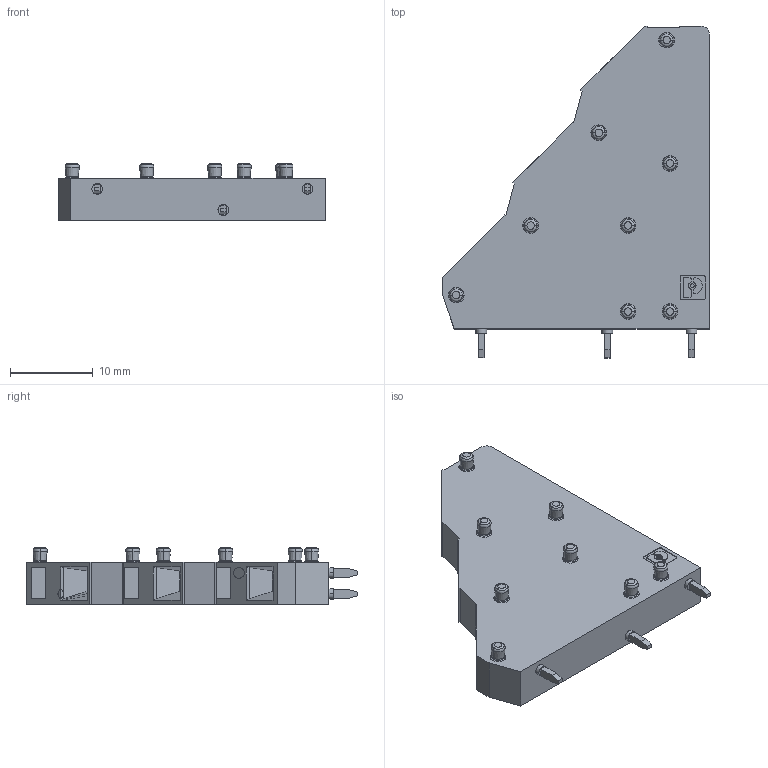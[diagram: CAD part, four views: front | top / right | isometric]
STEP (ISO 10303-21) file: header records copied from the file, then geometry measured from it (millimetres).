
FILE_DESCRIPTION(('SolidDesigner STEP Export'),'1');
FILE_NAME('zfk3ds_1.5-5.08.stp','2000-06-28T16:29:27',(''),(''), 'SolidDesigner STEP processor Version: 7.0(Mar 1999)for AP214(CD)(Solid Model)', 'CoCreate SolidDesigner: 07.50 21-Dec-99(C) CoCreate Software GmbH','');
FILE_SCHEMA(('AUTOMOTIVE_DESIGN_CC2 {1 2 10303 214 -1 1 5 1}'));
Length unit declared in the file: millimetre
Products named in the file (2): zfk3ds_1.5-5.08
Assembly tree (1 placements, depth 2):
  zfk3ds_1.5-5.08
    zfk3ds_1.5-5.08
Bounding box: 32.2 x 40.1 x 6.88 mm (x, y, z)
Volume: 3865.6 mm3; surface area: 2646.1 mm2
Topology: 1 solids, 1 shells, 311 faces, 695 edges, 420 vertices
Faces by surface type: torus 128, plane 122, cone 32, cylinder 29
Entity records: 9983 total; most frequent: ORIENTED_EDGE 1390, DIRECTION 1228, CARTESIAN_POINT 1186, EDGE_CURVE 695, AXIS2_PLACEMENT_3D 462, VERTEX_POINT 420, EDGE_LOOP 345, COLOUR_RGB 312
